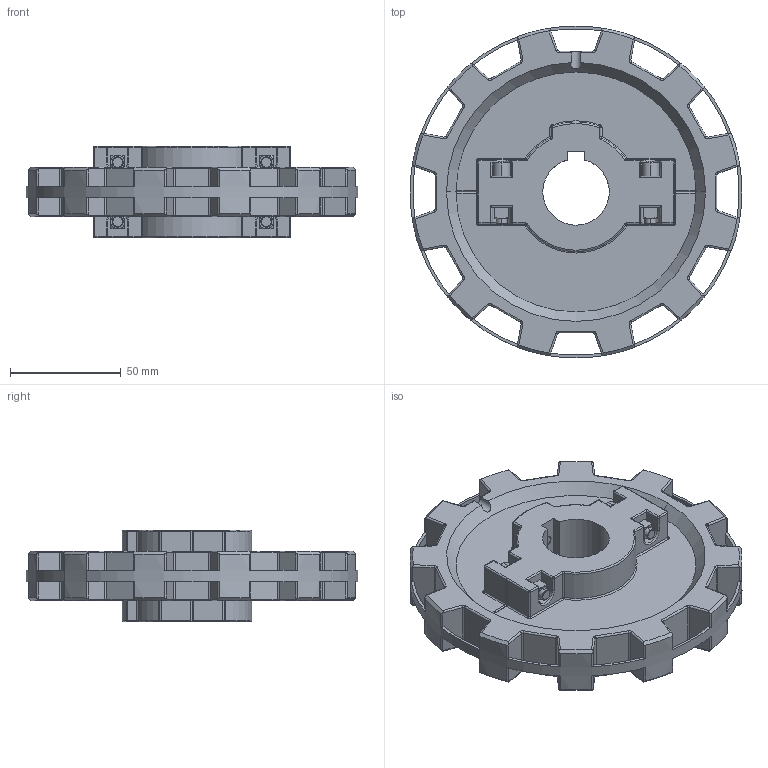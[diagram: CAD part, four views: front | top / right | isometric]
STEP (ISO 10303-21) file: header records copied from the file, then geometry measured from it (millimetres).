
FILE_DESCRIPTION((''),'2;1');
FILE_NAME('_CGS_TEMP_IGS','2019-10-11T',('SYSTEM'),(''),'PRO/ENGINEER BY PARAMETRIC TECHNOLOGY CORPORATION, 2016360','PRO/ENGINEER BY PARAMETRIC TECHNOLOGY CORPORATION, 2016360','');
FILE_SCHEMA(('AUTOMOTIVE_DESIGN { 1 0 10303 214 1 1 1 1 }'));
Length unit declared in the file: inch
Products named in the file (1): _CGS_TEMP_IGS
Bounding box: 149.62 x 149.62 x 41.4 mm (x, y, z)
Volume: 301591.4 mm3; surface area: 61351.3 mm2
Topology: 1 solids, 1 shells, 712 faces, 1880 edges, 1124 vertices
Faces by surface type: cylinder 322, plane 185, torus 103, cone 64, sphere 38
Entity records: 27035 total; most frequent: CARTESIAN_POINT 5446, DIRECTION 3802, ORIENTED_EDGE 3684, EDGE_CURVE 1842, AXIS2_PLACEMENT_3D 1486, VERTEX_POINT 1124, VECTOR 830, LINE 830
